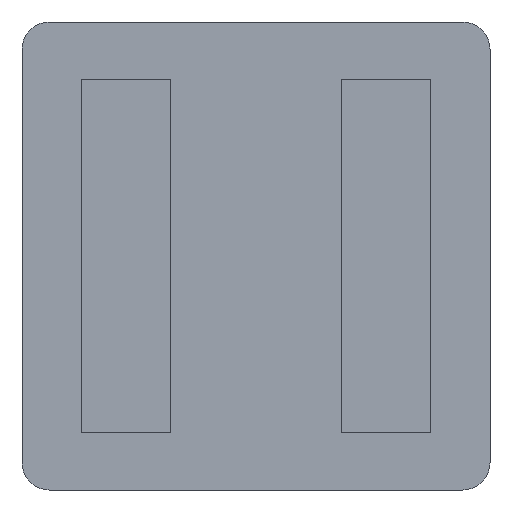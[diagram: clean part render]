
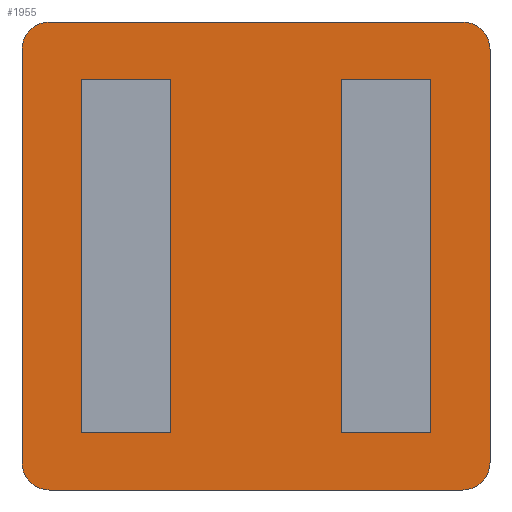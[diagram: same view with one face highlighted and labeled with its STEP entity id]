
A CAD part, front view. The second image highlights one B-rep face of the part: STEP entity #1955.
In plain terms, the highlighted planar face has unit normal (0, -1, 0).
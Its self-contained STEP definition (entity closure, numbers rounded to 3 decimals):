
#1401 = VERTEX_POINT('',#1402);
#1402 = CARTESIAN_POINT('',(2.15,0.,-1.9));
#1410 = VERTEX_POINT('',#1411);
#1411 = CARTESIAN_POINT('',(2.15,0.,1.9));
#1417 = EDGE_CURVE('',#1401,#1410,#1418,.T.);
#1418 = LINE('',#1419,#1420);
#1419 = CARTESIAN_POINT('',(2.15,0.,-2.15));
#1420 = VECTOR('',#1421,1.);
#1421 = DIRECTION('',(0.,0.,1.));
#1432 = VERTEX_POINT('',#1433);
#1433 = CARTESIAN_POINT('',(1.9,0.,2.15));
#1441 = VERTEX_POINT('',#1442);
#1442 = CARTESIAN_POINT('',(-1.9,0.,2.15));
#1448 = EDGE_CURVE('',#1432,#1441,#1449,.T.);
#1449 = LINE('',#1450,#1451);
#1450 = CARTESIAN_POINT('',(-2.15,0.,2.15));
#1451 = VECTOR('',#1452,1.);
#1452 = DIRECTION('',(-1.,0.,0.));
#1463 = VERTEX_POINT('',#1464);
#1464 = CARTESIAN_POINT('',(-2.15,0.,-1.9));
#1470 = EDGE_CURVE('',#1471,#1463,#1473,.T.);
#1471 = VERTEX_POINT('',#1472);
#1472 = CARTESIAN_POINT('',(-2.15,0.,1.9));
#1473 = LINE('',#1474,#1475);
#1474 = CARTESIAN_POINT('',(-2.15,0.,-2.15));
#1475 = VECTOR('',#1476,1.);
#1476 = DIRECTION('',(0.,0.,-1.));
#1494 = VERTEX_POINT('',#1495);
#1495 = CARTESIAN_POINT('',(-1.9,0.,-2.15));
#1503 = VERTEX_POINT('',#1504);
#1504 = CARTESIAN_POINT('',(1.9,0.,-2.15));
#1510 = EDGE_CURVE('',#1494,#1503,#1511,.T.);
#1511 = LINE('',#1512,#1513);
#1512 = CARTESIAN_POINT('',(-2.15,0.,-2.15));
#1513 = VECTOR('',#1514,1.);
#1514 = DIRECTION('',(1.,0.,0.));
#1955 = ADVANCED_FACE('',(#1956,#1990,#2024),#2058,.F.);
#1956 = FACE_BOUND('',#1957,.T.);
#1957 = EDGE_LOOP('',(#1958,#1968,#1976,#1984));
#1958 = ORIENTED_EDGE('',*,*,#1959,.F.);
#1959 = EDGE_CURVE('',#1960,#1962,#1964,.T.);
#1960 = VERTEX_POINT('',#1961);
#1961 = CARTESIAN_POINT('',(-0.785,0.,-1.625));
#1962 = VERTEX_POINT('',#1963);
#1963 = CARTESIAN_POINT('',(-0.785,0.,1.625));
#1964 = LINE('',#1965,#1966);
#1965 = CARTESIAN_POINT('',(-0.785,0.,2.15));
#1966 = VECTOR('',#1967,1.);
#1967 = DIRECTION('',(0.,0.,1.));
#1968 = ORIENTED_EDGE('',*,*,#1969,.F.);
#1969 = EDGE_CURVE('',#1970,#1960,#1972,.T.);
#1970 = VERTEX_POINT('',#1971);
#1971 = CARTESIAN_POINT('',(-1.605,0.,-1.625));
#1972 = LINE('',#1973,#1974);
#1973 = CARTESIAN_POINT('',(2.15,0.,-1.625));
#1974 = VECTOR('',#1975,1.);
#1975 = DIRECTION('',(1.,0.,0.));
#1976 = ORIENTED_EDGE('',*,*,#1977,.F.);
#1977 = EDGE_CURVE('',#1978,#1970,#1980,.T.);
#1978 = VERTEX_POINT('',#1979);
#1979 = CARTESIAN_POINT('',(-1.605,0.,1.625));
#1980 = LINE('',#1981,#1982);
#1981 = CARTESIAN_POINT('',(-1.605,0.,2.15));
#1982 = VECTOR('',#1983,1.);
#1983 = DIRECTION('',(0.,0.,-1.));
#1984 = ORIENTED_EDGE('',*,*,#1985,.F.);
#1985 = EDGE_CURVE('',#1962,#1978,#1986,.T.);
#1986 = LINE('',#1987,#1988);
#1987 = CARTESIAN_POINT('',(2.15,0.,1.625));
#1988 = VECTOR('',#1989,1.);
#1989 = DIRECTION('',(-1.,0.,0.));
#1990 = FACE_BOUND('',#1991,.T.);
#1991 = EDGE_LOOP('',(#1992,#1999,#2000,#2007,#2008,#2015,#2016,#2023));
#1992 = ORIENTED_EDGE('',*,*,#1993,.F.);
#1993 = EDGE_CURVE('',#1494,#1463,#1994,.T.);
#1994 = CIRCLE('',#1995,0.25);
#1995 = AXIS2_PLACEMENT_3D('',#1996,#1997,#1998);
#1996 = CARTESIAN_POINT('',(-1.9,0.,-1.9));
#1997 = DIRECTION('',(0.,1.,-0.));
#1998 = DIRECTION('',(0.,-0.,-1.));
#1999 = ORIENTED_EDGE('',*,*,#1510,.T.);
#2000 = ORIENTED_EDGE('',*,*,#2001,.F.);
#2001 = EDGE_CURVE('',#1401,#1503,#2002,.T.);
#2002 = CIRCLE('',#2003,0.25);
#2003 = AXIS2_PLACEMENT_3D('',#2004,#2005,#2006);
#2004 = CARTESIAN_POINT('',(1.9,0.,-1.9));
#2005 = DIRECTION('',(-0.,1.,0.));
#2006 = DIRECTION('',(0.,0.,-1.));
#2007 = ORIENTED_EDGE('',*,*,#1417,.T.);
#2008 = ORIENTED_EDGE('',*,*,#2009,.F.);
#2009 = EDGE_CURVE('',#1432,#1410,#2010,.T.);
#2010 = CIRCLE('',#2011,0.25);
#2011 = AXIS2_PLACEMENT_3D('',#2012,#2013,#2014);
#2012 = CARTESIAN_POINT('',(1.9,0.,1.9));
#2013 = DIRECTION('',(-0.,1.,0.));
#2014 = DIRECTION('',(0.,0.,-1.));
#2015 = ORIENTED_EDGE('',*,*,#1448,.T.);
#2016 = ORIENTED_EDGE('',*,*,#2017,.F.);
#2017 = EDGE_CURVE('',#1471,#1441,#2018,.T.);
#2018 = CIRCLE('',#2019,0.25);
#2019 = AXIS2_PLACEMENT_3D('',#2020,#2021,#2022);
#2020 = CARTESIAN_POINT('',(-1.9,0.,1.9));
#2021 = DIRECTION('',(-0.,1.,0.));
#2022 = DIRECTION('',(0.,0.,-1.));
#2023 = ORIENTED_EDGE('',*,*,#1470,.T.);
#2024 = FACE_BOUND('',#2025,.T.);
#2025 = EDGE_LOOP('',(#2026,#2036,#2044,#2052));
#2026 = ORIENTED_EDGE('',*,*,#2027,.F.);
#2027 = EDGE_CURVE('',#2028,#2030,#2032,.T.);
#2028 = VERTEX_POINT('',#2029);
#2029 = CARTESIAN_POINT('',(1.605,0.,-1.625));
#2030 = VERTEX_POINT('',#2031);
#2031 = CARTESIAN_POINT('',(1.605,0.,1.625));
#2032 = LINE('',#2033,#2034);
#2033 = CARTESIAN_POINT('',(1.605,0.,2.15));
#2034 = VECTOR('',#2035,1.);
#2035 = DIRECTION('',(0.,0.,1.));
#2036 = ORIENTED_EDGE('',*,*,#2037,.F.);
#2037 = EDGE_CURVE('',#2038,#2028,#2040,.T.);
#2038 = VERTEX_POINT('',#2039);
#2039 = CARTESIAN_POINT('',(0.785,0.,-1.625));
#2040 = LINE('',#2041,#2042);
#2041 = CARTESIAN_POINT('',(2.15,0.,-1.625));
#2042 = VECTOR('',#2043,1.);
#2043 = DIRECTION('',(1.,0.,0.));
#2044 = ORIENTED_EDGE('',*,*,#2045,.F.);
#2045 = EDGE_CURVE('',#2046,#2038,#2048,.T.);
#2046 = VERTEX_POINT('',#2047);
#2047 = CARTESIAN_POINT('',(0.785,0.,1.625));
#2048 = LINE('',#2049,#2050);
#2049 = CARTESIAN_POINT('',(0.785,0.,2.15));
#2050 = VECTOR('',#2051,1.);
#2051 = DIRECTION('',(0.,0.,-1.));
#2052 = ORIENTED_EDGE('',*,*,#2053,.F.);
#2053 = EDGE_CURVE('',#2030,#2046,#2054,.T.);
#2054 = LINE('',#2055,#2056);
#2055 = CARTESIAN_POINT('',(2.15,0.,1.625));
#2056 = VECTOR('',#2057,1.);
#2057 = DIRECTION('',(-1.,0.,0.));
#2058 = PLANE('',#2059);
#2059 = AXIS2_PLACEMENT_3D('',#2060,#2061,#2062);
#2060 = CARTESIAN_POINT('',(2.15,0.,2.15));
#2061 = DIRECTION('',(0.,1.,0.));
#2062 = DIRECTION('',(0.,0.,1.));
